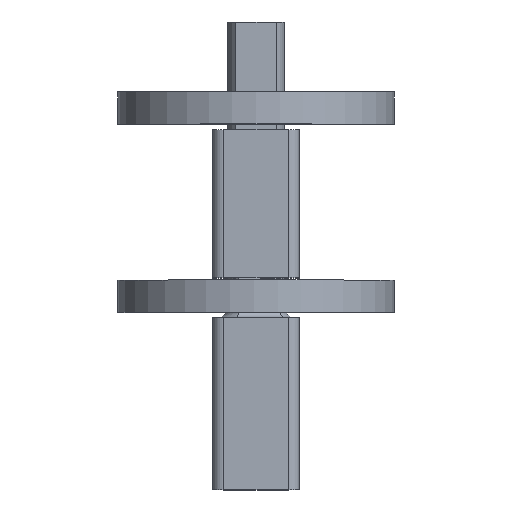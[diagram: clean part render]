
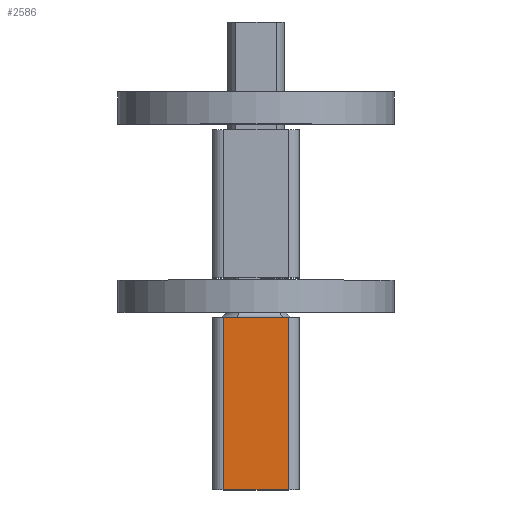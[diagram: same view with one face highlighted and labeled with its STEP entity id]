
A CAD part, top view. The second image highlights one B-rep face of the part: STEP entity #2586.
In plain terms, the highlighted planar face has unit normal (0, 0, 1).
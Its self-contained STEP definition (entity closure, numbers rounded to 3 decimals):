
#98=PLANE('',#2778);
#208=LINE('',#3711,#525);
#217=LINE('',#3763,#534);
#221=LINE('',#3776,#538);
#226=LINE('',#3785,#543);
#525=VECTOR('',#2967,10.);
#534=VECTOR('',#3002,10.);
#538=VECTOR('',#3014,10.);
#543=VECTOR('',#3027,10.);
#875=FACE_OUTER_BOUND('',#1012,.T.);
#1012=EDGE_LOOP('',(#1935,#1936,#1937,#1938));
#1229=VERTEX_POINT('',#3696);
#1236=VERTEX_POINT('',#3709);
#1248=VERTEX_POINT('',#3759);
#1250=VERTEX_POINT('',#3762);
#1484=EDGE_CURVE('',#1236,#1229,#208,.T.);
#1503=EDGE_CURVE('',#1250,#1248,#217,.T.);
#1510=EDGE_CURVE('',#1248,#1229,#221,.T.);
#1515=EDGE_CURVE('',#1250,#1236,#226,.T.);
#1935=ORIENTED_EDGE('',*,*,#1510,.T.);
#1936=ORIENTED_EDGE('',*,*,#1484,.F.);
#1937=ORIENTED_EDGE('',*,*,#1515,.F.);
#1938=ORIENTED_EDGE('',*,*,#1503,.T.);
#2586=ADVANCED_FACE('',(#875),#98,.T.);
#2778=AXIS2_PLACEMENT_3D('',#3798,#3042,#3043);
#2967=DIRECTION('',(1.,0.,0.));
#3002=DIRECTION('',(1.,0.,0.));
#3014=DIRECTION('',(0.,1.,0.));
#3027=DIRECTION('',(0.,1.,0.));
#3042=DIRECTION('center_axis',(0.,0.,1.));
#3043=DIRECTION('ref_axis',(1.,0.,0.));
#3696=CARTESIAN_POINT('',(3.,14.,-7.5));
#3709=CARTESIAN_POINT('',(-3.,14.,-7.5));
#3711=CARTESIAN_POINT('',(4.,14.,-7.5));
#3759=CARTESIAN_POINT('',(3.,-2.,-7.5));
#3762=CARTESIAN_POINT('',(-3.,-2.,-7.5));
#3763=CARTESIAN_POINT('',(2.,-2.,-7.5));
#3776=CARTESIAN_POINT('',(3.,8.,-7.5));
#3785=CARTESIAN_POINT('',(-3.,8.,-7.5));
#3798=CARTESIAN_POINT('Origin',(4.,8.,-7.5));
